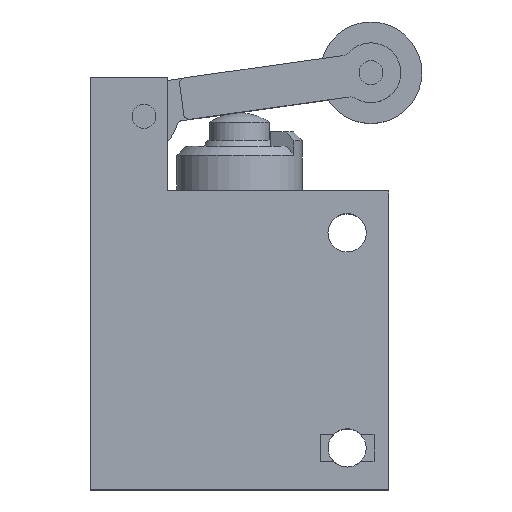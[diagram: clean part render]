
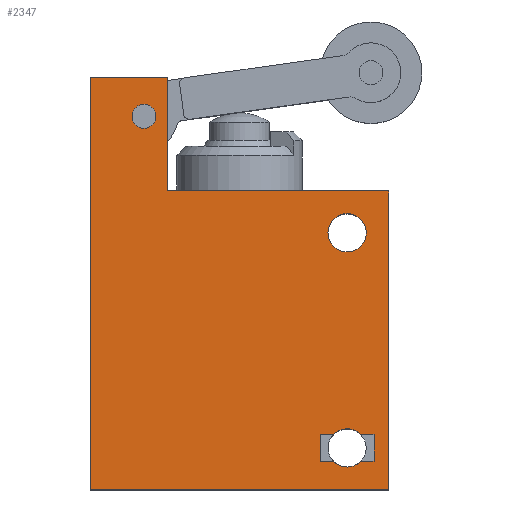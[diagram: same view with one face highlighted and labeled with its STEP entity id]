
A CAD part, top view. The second image highlights one B-rep face of the part: STEP entity #2347.
In plain terms, the highlighted planar face has unit normal (0, 0, 1).
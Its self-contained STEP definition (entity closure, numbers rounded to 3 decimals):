
#105=CIRCLE('',#2506,3.2);
#144=CIRCLE('',#2554,3.2);
#147=CIRCLE('',#2560,2.);
#148=CIRCLE('',#2561,3.2);
#375=ORIENTED_EDGE('',*,*,#1026,.T.);
#376=ORIENTED_EDGE('',*,*,#1027,.T.);
#377=ORIENTED_EDGE('',*,*,#1028,.F.);
#378=ORIENTED_EDGE('',*,*,#1019,.T.);
#379=ORIENTED_EDGE('',*,*,#1029,.F.);
#380=ORIENTED_EDGE('',*,*,#1030,.F.);
#381=ORIENTED_EDGE('',*,*,#1031,.F.);
#382=ORIENTED_EDGE('',*,*,#929,.T.);
#383=ORIENTED_EDGE('',*,*,#1032,.F.);
#384=ORIENTED_EDGE('',*,*,#1033,.F.);
#385=ORIENTED_EDGE('',*,*,#1015,.T.);
#386=ORIENTED_EDGE('',*,*,#1010,.T.);
#387=ORIENTED_EDGE('',*,*,#1005,.T.);
#388=ORIENTED_EDGE('',*,*,#1002,.T.);
#389=ORIENTED_EDGE('',*,*,#1023,.T.);
#390=ORIENTED_EDGE('',*,*,#1025,.T.);
#929=EDGE_CURVE('',#1264,#1265,#105,.T.);
#1002=EDGE_CURVE('',#1333,#1332,#1517,.T.);
#1005=EDGE_CURVE('',#1335,#1333,#1520,.T.);
#1010=EDGE_CURVE('',#1338,#1335,#1525,.T.);
#1015=EDGE_CURVE('',#1341,#1338,#1529,.T.);
#1019=EDGE_CURVE('',#1345,#1344,#144,.T.);
#1023=EDGE_CURVE('',#1332,#1347,#1534,.T.);
#1025=EDGE_CURVE('',#1347,#1341,#1535,.T.);
#1026=EDGE_CURVE('',#1349,#1349,#147,.F.);
#1027=EDGE_CURVE('',#1350,#1350,#148,.T.);
#1028=EDGE_CURVE('',#1345,#1351,#1536,.T.);
#1029=EDGE_CURVE('',#1352,#1344,#1537,.T.);
#1030=EDGE_CURVE('',#1353,#1352,#1538,.T.);
#1031=EDGE_CURVE('',#1264,#1353,#1539,.T.);
#1032=EDGE_CURVE('',#1354,#1265,#1540,.T.);
#1033=EDGE_CURVE('',#1351,#1354,#1541,.T.);
#1264=VERTEX_POINT('',#3603);
#1265=VERTEX_POINT('',#3604);
#1332=VERTEX_POINT('',#3753);
#1333=VERTEX_POINT('',#3755);
#1335=VERTEX_POINT('',#3761);
#1338=VERTEX_POINT('',#3771);
#1341=VERTEX_POINT('',#3780);
#1344=VERTEX_POINT('',#3793);
#1345=VERTEX_POINT('',#3795);
#1347=VERTEX_POINT('',#3801);
#1349=VERTEX_POINT('',#3809);
#1350=VERTEX_POINT('',#3811);
#1351=VERTEX_POINT('',#3813);
#1352=VERTEX_POINT('',#3815);
#1353=VERTEX_POINT('',#3817);
#1354=VERTEX_POINT('',#3820);
#1517=LINE('',#3754,#1714);
#1520=LINE('',#3760,#1717);
#1525=LINE('',#3770,#1722);
#1529=LINE('',#3779,#1726);
#1534=LINE('',#3802,#1731);
#1535=LINE('',#3806,#1732);
#1536=LINE('',#3812,#1733);
#1537=LINE('',#3814,#1734);
#1538=LINE('',#3816,#1735);
#1539=LINE('',#3818,#1736);
#1540=LINE('',#3819,#1737);
#1541=LINE('',#3821,#1738);
#1714=VECTOR('',#2939,1000.);
#1717=VECTOR('',#2944,1000.);
#1722=VECTOR('',#2953,1000.);
#1726=VECTOR('',#2961,1000.);
#1731=VECTOR('',#2974,1000.);
#1732=VECTOR('',#2979,1000.);
#1733=VECTOR('',#2986,1000.);
#1734=VECTOR('',#2987,1000.);
#1735=VECTOR('',#2988,1000.);
#1736=VECTOR('',#2989,1000.);
#1737=VECTOR('',#2990,1000.);
#1738=VECTOR('',#2991,1000.);
#1899=EDGE_LOOP('',(#375));
#1900=EDGE_LOOP('',(#376));
#1901=EDGE_LOOP('',(#377,#378,#379,#380,#381,#382,#383,#384));
#1902=EDGE_LOOP('',(#385,#386,#387,#388,#389,#390));
#2095=FACE_BOUND('',#1899,.T.);
#2096=FACE_BOUND('',#1900,.T.);
#2097=FACE_BOUND('',#1901,.T.);
#2098=FACE_BOUND('',#1902,.T.);
#2264=PLANE('',#2559);
#2347=ADVANCED_FACE('',(#2095,#2096,#2097,#2098),#2264,.T.);
#2506=AXIS2_PLACEMENT_3D('',#3602,#2821,#2822);
#2554=AXIS2_PLACEMENT_3D('',#3794,#2966,#2967);
#2559=AXIS2_PLACEMENT_3D('',#3807,#2980,#2981);
#2560=AXIS2_PLACEMENT_3D('',#3808,#2982,#2983);
#2561=AXIS2_PLACEMENT_3D('',#3810,#2984,#2985);
#2821=DIRECTION('',(0.,0.,-1.));
#2822=DIRECTION('',(-1.,0.,0.));
#2939=DIRECTION('',(0.,-1.,0.));
#2944=DIRECTION('',(-1.,0.,0.));
#2953=DIRECTION('',(0.,1.,0.));
#2961=DIRECTION('',(-1.,0.,0.));
#2966=DIRECTION('',(0.,0.,-1.));
#2967=DIRECTION('',(-1.,0.,0.));
#2974=DIRECTION('',(1.,0.,0.));
#2979=DIRECTION('',(0.,1.,0.));
#2980=DIRECTION('',(0.,0.,1.));
#2981=DIRECTION('',(1.,0.,0.));
#2982=DIRECTION('',(0.,0.,1.));
#2983=DIRECTION('',(1.,0.,0.));
#2984=DIRECTION('',(0.,0.,-1.));
#2985=DIRECTION('',(-1.,0.,0.));
#2986=DIRECTION('',(1.,0.,0.));
#2987=DIRECTION('',(1.,0.,0.));
#2988=DIRECTION('',(0.,-1.,0.));
#2989=DIRECTION('',(-1.,0.,0.));
#2990=DIRECTION('',(-1.,0.,0.));
#2991=DIRECTION('',(0.,1.,0.));
#3602=CARTESIAN_POINT('',(18.,7.,12.7));
#3603=CARTESIAN_POINT('',(15.725,9.25,12.7));
#3604=CARTESIAN_POINT('',(20.275,9.25,12.7));
#3753=CARTESIAN_POINT('',(-25.,0.,12.7));
#3754=CARTESIAN_POINT('',(-25.,50.,12.7));
#3755=CARTESIAN_POINT('',(-25.,69.,12.7));
#3760=CARTESIAN_POINT('',(-12.,69.,12.7));
#3761=CARTESIAN_POINT('',(-12.,69.,12.7));
#3770=CARTESIAN_POINT('',(-12.,50.,12.7));
#3771=CARTESIAN_POINT('',(-12.,50.,12.7));
#3779=CARTESIAN_POINT('',(25.,50.,12.7));
#3780=CARTESIAN_POINT('',(25.,50.,12.7));
#3793=CARTESIAN_POINT('',(15.725,4.75,12.7));
#3794=CARTESIAN_POINT('',(18.,7.,12.7));
#3795=CARTESIAN_POINT('',(20.275,4.75,12.7));
#3801=CARTESIAN_POINT('',(25.,0.,12.7));
#3802=CARTESIAN_POINT('',(-25.,0.,12.7));
#3806=CARTESIAN_POINT('',(25.,0.,12.7));
#3807=CARTESIAN_POINT('',(0.,0.,12.7));
#3808=CARTESIAN_POINT('',(-16.,62.5,12.7));
#3809=CARTESIAN_POINT('',(-14.,62.5,12.7));
#3810=CARTESIAN_POINT('',(18.,43.,12.7));
#3811=CARTESIAN_POINT('',(14.8,43.,12.7));
#3812=CARTESIAN_POINT('',(13.5,4.75,12.7));
#3813=CARTESIAN_POINT('',(22.5,4.75,12.7));
#3814=CARTESIAN_POINT('',(13.5,4.75,12.7));
#3815=CARTESIAN_POINT('',(13.5,4.75,12.7));
#3816=CARTESIAN_POINT('',(13.5,9.25,12.7));
#3817=CARTESIAN_POINT('',(13.5,9.25,12.7));
#3818=CARTESIAN_POINT('',(22.5,9.25,12.7));
#3819=CARTESIAN_POINT('',(22.5,9.25,12.7));
#3820=CARTESIAN_POINT('',(22.5,9.25,12.7));
#3821=CARTESIAN_POINT('',(22.5,4.75,12.7));
